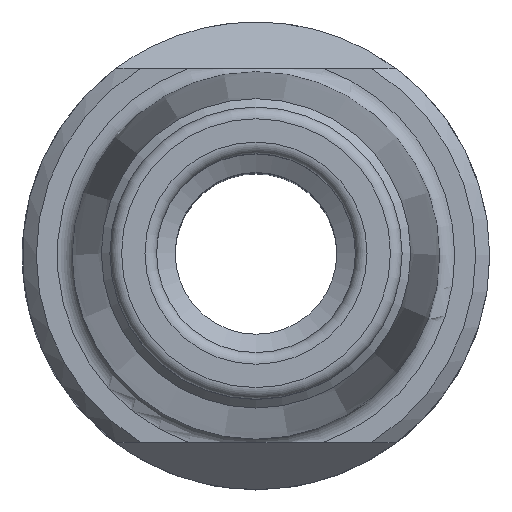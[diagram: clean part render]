
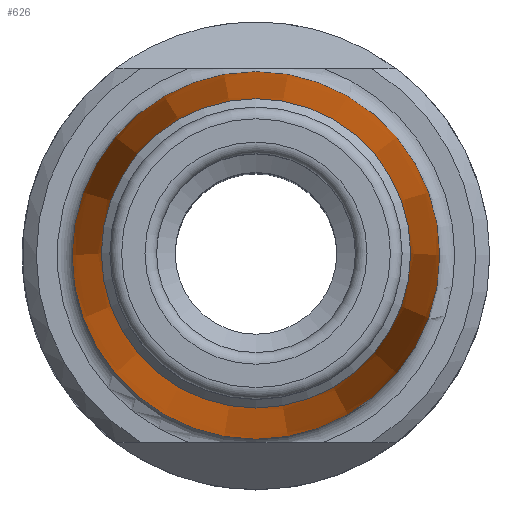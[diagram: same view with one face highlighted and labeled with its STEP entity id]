
A CAD part, top view. The second image highlights one B-rep face of the part: STEP entity #626.
In plain terms, the highlighted conical face has half-angle 1.488 degrees and reference radius 13.231 mm.
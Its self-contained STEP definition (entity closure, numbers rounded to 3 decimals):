
#24=CONICAL_SURFACE('',#682,13.231,0.026);
#118=ORIENTED_EDGE('',*,*,#196,.T.);
#119=ORIENTED_EDGE('',*,*,#187,.F.);
#187=EDGE_CURVE('',#227,#227,#255,.T.);
#196=EDGE_CURVE('',#236,#236,#264,.T.);
#227=VERTEX_POINT('',#915);
#236=VERTEX_POINT('',#942);
#255=CIRCLE('',#665,13.231);
#264=CIRCLE('',#683,15.712);
#300=EDGE_LOOP('',(#118));
#301=EDGE_LOOP('',(#119));
#354=FACE_BOUND('',#300,.T.);
#355=FACE_BOUND('',#301,.T.);
#626=ADVANCED_FACE('',(#354,#355),#24,.T.);
#665=AXIS2_PLACEMENT_3D('',#914,#754,#755);
#682=AXIS2_PLACEMENT_3D('',#940,#788,#789);
#683=AXIS2_PLACEMENT_3D('',#941,#790,#791);
#754=DIRECTION('',(0.,0.,1.));
#755=DIRECTION('',(1.,0.,0.));
#788=DIRECTION('',(0.,0.,-1.));
#789=DIRECTION('',(-1.,0.,0.));
#790=DIRECTION('',(0.,0.,1.));
#791=DIRECTION('',(1.,0.,0.));
#914=CARTESIAN_POINT('',(0.,0.,92.5));
#915=CARTESIAN_POINT('',(13.231,0.,92.5));
#940=CARTESIAN_POINT('',(0.,0.,92.5));
#941=CARTESIAN_POINT('',(0.,0.,-3.01));
#942=CARTESIAN_POINT('',(15.712,0.,-3.01));
